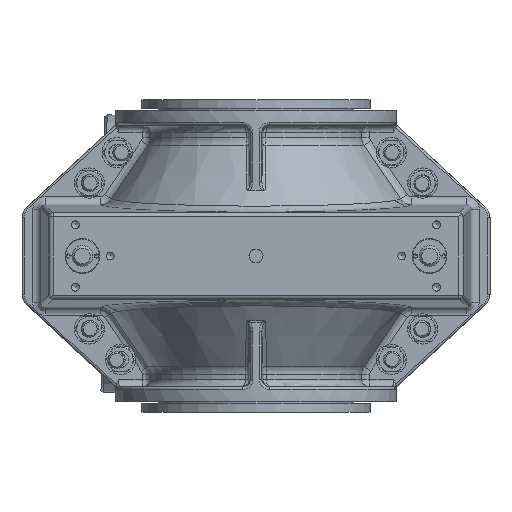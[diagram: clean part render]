
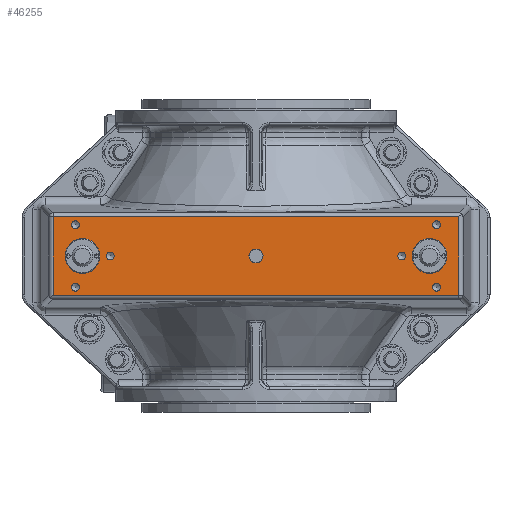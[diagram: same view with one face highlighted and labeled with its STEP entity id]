
A CAD part, front view. The second image highlights one B-rep face of the part: STEP entity #46255.
In plain terms, the highlighted planar face has unit normal (0, -1, 0).
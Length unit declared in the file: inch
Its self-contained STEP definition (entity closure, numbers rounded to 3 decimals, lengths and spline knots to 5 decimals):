
#45397=CARTESIAN_POINT('',(11.2785,-10.17156,-1.85407));
#45398=VERTEX_POINT('',#45397);
#45399=CARTESIAN_POINT('',(-11.73894,-10.17156,-1.85407));
#45400=VERTEX_POINT('',#45399);
#45401=CARTESIAN_POINT('',(11.2785,-10.17156,-1.85407));
#45402=DIRECTION('',(-1.0,0.0,0.0));
#45403=VECTOR('',#45402,23.01744);
#45404=LINE('',#45401,#45403);
#45405=EDGE_CURVE('',#45398,#45400,#45404,.T.);
#45499=CARTESIAN_POINT('',(-11.73894,-10.17156,2.57889));
#45500=VERTEX_POINT('',#45499);
#45501=CARTESIAN_POINT('',(-11.73894,-10.17156,-1.85407));
#45502=DIRECTION('',(0.0,0.0,1.0));
#45503=VECTOR('',#45502,4.43296);
#45504=LINE('',#45501,#45503);
#45505=EDGE_CURVE('',#45400,#45500,#45504,.T.);
#46121=CARTESIAN_POINT('',(11.2785,-10.17156,2.57889));
#46122=VERTEX_POINT('',#46121);
#46130=CARTESIAN_POINT('',(11.2785,-10.17156,2.57889));
#46131=DIRECTION('',(0.0,0.0,-1.0));
#46132=VECTOR('',#46131,4.43296);
#46133=LINE('',#46130,#46132);
#46134=EDGE_CURVE('',#46122,#45398,#46133,.T.);
#46140=CARTESIAN_POINT('',(-0.23022,-10.17156,0.36241));
#46141=DIRECTION('',(0.0,-1.0,0.0));
#46142=DIRECTION('',(0.0,0.0,-1.0));
#46143=AXIS2_PLACEMENT_3D('',#46140,#46141,#46142);
#46144=PLANE('',#46143);
#46145=ORIENTED_EDGE('',*,*,#46134,.F.);
#46146=CARTESIAN_POINT('',(-11.73894,-10.17156,2.57889));
#46147=DIRECTION('',(1.0,0.0,0.0));
#46148=VECTOR('',#46147,23.01744);
#46149=LINE('',#46146,#46148);
#46150=EDGE_CURVE('',#45500,#46122,#46149,.T.);
#46151=ORIENTED_EDGE('',*,*,#46150,.F.);
#46152=ORIENTED_EDGE('',*,*,#45505,.F.);
#46153=ORIENTED_EDGE('',*,*,#45405,.F.);
#46154=EDGE_LOOP('',(#46145,#46151,#46152,#46153));
#46155=FACE_OUTER_BOUND('',#46154,.T.);
#46156=CARTESIAN_POINT('',(8.87411,-10.17156,0.36241));
#46157=VERTEX_POINT('',#46156);
#46158=CARTESIAN_POINT('',(9.6123,-10.17156,0.36241));
#46159=DIRECTION('',(0.0,-1.0,0.0));
#46160=DIRECTION('',(1.0,0.0,0.0));
#46161=AXIS2_PLACEMENT_3D('',#46158,#46159,#46160);
#46162=CIRCLE('',#46161,0.73819);
#46163=EDGE_CURVE('',#46157,#46157,#46162,.T.);
#46164=ORIENTED_EDGE('',*,*,#46163,.F.);
#46165=EDGE_LOOP('',(#46164));
#46166=FACE_BOUND('',#46165,.T.);
#46167=CARTESIAN_POINT('',(-10.81093,-10.17156,0.36241));
#46168=VERTEX_POINT('',#46167);
#46169=CARTESIAN_POINT('',(-10.07274,-10.17156,0.36241));
#46170=DIRECTION('',(0.0,-1.0,0.0));
#46171=DIRECTION('',(1.0,0.0,0.0));
#46172=AXIS2_PLACEMENT_3D('',#46169,#46170,#46171);
#46173=CIRCLE('',#46172,0.73819);
#46174=EDGE_CURVE('',#46168,#46168,#46173,.T.);
#46175=ORIENTED_EDGE('',*,*,#46174,.F.);
#46176=EDGE_LOOP('',(#46175));
#46177=FACE_BOUND('',#46176,.T.);
#46178=CARTESIAN_POINT('',(-0.45266,-10.17156,0.36241));
#46179=VERTEX_POINT('',#46178);
#46180=CARTESIAN_POINT('',(-0.23022,-10.17156,0.36241));
#46181=DIRECTION('',(0.0,-1.0,0.0));
#46182=DIRECTION('',(1.0,0.0,0.0));
#46183=AXIS2_PLACEMENT_3D('',#46180,#46181,#46182);
#46184=CIRCLE('',#46183,0.22244);
#46185=EDGE_CURVE('',#46179,#46179,#46184,.T.);
#46186=ORIENTED_EDGE('',*,*,#46185,.F.);
#46187=EDGE_LOOP('',(#46186));
#46188=FACE_BOUND('',#46187,.T.);
#46189=CARTESIAN_POINT('',(-8.27549,-10.17156,0.36241));
#46190=VERTEX_POINT('',#46189);
#46191=CARTESIAN_POINT('',(-8.49794,-10.17156,0.36241));
#46192=DIRECTION('',(0.0,-1.0,0.0));
#46193=DIRECTION('',(1.0,0.0,0.0));
#46194=AXIS2_PLACEMENT_3D('',#46191,#46192,#46193);
#46195=CIRCLE('',#46194,0.22244);
#46196=EDGE_CURVE('',#46190,#46190,#46195,.T.);
#46197=ORIENTED_EDGE('',*,*,#46196,.F.);
#46198=EDGE_LOOP('',(#46197));
#46199=FACE_BOUND('',#46198,.T.);
#46200=CARTESIAN_POINT('',(-10.244,-10.17156,-1.40924));
#46201=VERTEX_POINT('',#46200);
#46202=CARTESIAN_POINT('',(-10.46644,-10.17156,-1.40924));
#46203=DIRECTION('',(0.0,-1.0,0.0));
#46204=DIRECTION('',(1.0,0.0,0.0));
#46205=AXIS2_PLACEMENT_3D('',#46202,#46203,#46204);
#46206=CIRCLE('',#46205,0.22244);
#46207=EDGE_CURVE('',#46201,#46201,#46206,.T.);
#46208=ORIENTED_EDGE('',*,*,#46207,.F.);
#46209=EDGE_LOOP('',(#46208));
#46210=FACE_BOUND('',#46209,.T.);
#46211=CARTESIAN_POINT('',(-10.68888,-10.17156,2.13406));
#46212=VERTEX_POINT('',#46211);
#46213=CARTESIAN_POINT('',(-10.46644,-10.17156,2.13406));
#46214=DIRECTION('',(0.0,1.0,0.0));
#46215=DIRECTION('',(1.0,0.0,0.0));
#46216=AXIS2_PLACEMENT_3D('',#46213,#46214,#46215);
#46217=CIRCLE('',#46216,0.22244);
#46218=EDGE_CURVE('',#46212,#46212,#46217,.T.);
#46219=ORIENTED_EDGE('',*,*,#46218,.T.);
#46220=EDGE_LOOP('',(#46219));
#46221=FACE_BOUND('',#46220,.T.);
#46222=CARTESIAN_POINT('',(8.25994,-10.17156,0.36241));
#46223=VERTEX_POINT('',#46222);
#46224=CARTESIAN_POINT('',(8.0375,-10.17156,0.36241));
#46225=DIRECTION('',(0.0,1.0,0.0));
#46226=DIRECTION('',(-1.0,0.0,0.0));
#46227=AXIS2_PLACEMENT_3D('',#46224,#46225,#46226);
#46228=CIRCLE('',#46227,0.22244);
#46229=EDGE_CURVE('',#46223,#46223,#46228,.T.);
#46230=ORIENTED_EDGE('',*,*,#46229,.T.);
#46231=EDGE_LOOP('',(#46230));
#46232=FACE_BOUND('',#46231,.T.);
#46233=CARTESIAN_POINT('',(10.22844,-10.17156,-1.40924));
#46234=VERTEX_POINT('',#46233);
#46235=CARTESIAN_POINT('',(10.006,-10.17156,-1.40924));
#46236=DIRECTION('',(0.0,1.0,0.0));
#46237=DIRECTION('',(-1.0,0.0,0.0));
#46238=AXIS2_PLACEMENT_3D('',#46235,#46236,#46237);
#46239=CIRCLE('',#46238,0.22244);
#46240=EDGE_CURVE('',#46234,#46234,#46239,.T.);
#46241=ORIENTED_EDGE('',*,*,#46240,.T.);
#46242=EDGE_LOOP('',(#46241));
#46243=FACE_BOUND('',#46242,.T.);
#46244=CARTESIAN_POINT('',(10.22844,-10.17156,2.13406));
#46245=VERTEX_POINT('',#46244);
#46246=CARTESIAN_POINT('',(10.006,-10.17156,2.13406));
#46247=DIRECTION('',(0.0,-1.0,0.0));
#46248=DIRECTION('',(-1.0,0.0,0.0));
#46249=AXIS2_PLACEMENT_3D('',#46246,#46247,#46248);
#46250=CIRCLE('',#46249,0.22244);
#46251=EDGE_CURVE('',#46245,#46245,#46250,.T.);
#46252=ORIENTED_EDGE('',*,*,#46251,.F.);
#46253=EDGE_LOOP('',(#46252));
#46254=FACE_BOUND('',#46253,.T.);
#46255=ADVANCED_FACE('',(#46155,#46166,#46177,#46188,#46199,#46210,#46221,#46232,#46243,#46254),#46144,.T.);
